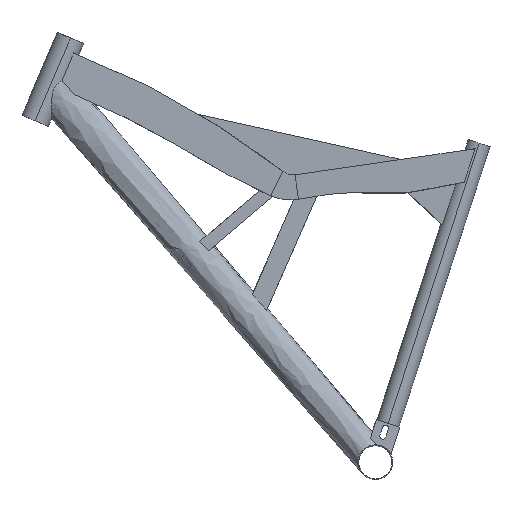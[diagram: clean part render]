
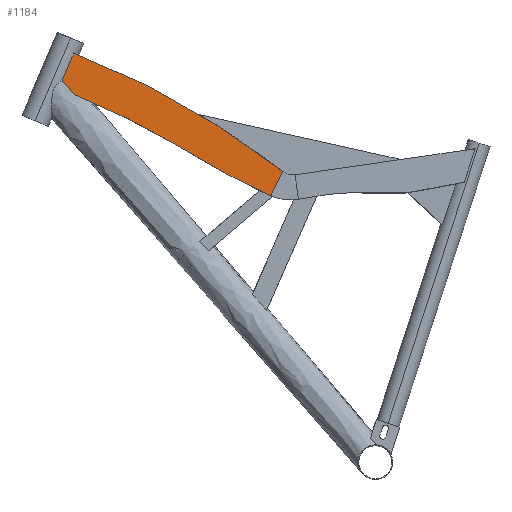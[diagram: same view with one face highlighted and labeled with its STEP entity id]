
A CAD part, left-side view. The second image highlights one B-rep face of the part: STEP entity #1184.
In plain terms, the highlighted planar face has unit normal (-1, 0, 0).
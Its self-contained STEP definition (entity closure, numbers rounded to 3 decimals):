
#712=CARTESIAN_POINT('Vertex',(-17.462,468.225,635.173)) ;
#716=CARTESIAN_POINT('Control Point',(-17.463,468.225,635.173)) ;
#717=CARTESIAN_POINT('Control Point',(-17.463,446.47,626.91)) ;
#718=CARTESIAN_POINT('Control Point',(-17.463,424.92,618.097)) ;
#719=CARTESIAN_POINT('Control Point',(-17.463,403.619,608.702)) ;
#720=CARTESIAN_POINT('Control Point',(-17.463,363.979,590.085)) ;
#721=CARTESIAN_POINT('Control Point',(-17.463,325.086,569.639)) ;
#722=CARTESIAN_POINT('Control Point',(-17.463,307.063,559.672)) ;
#723=CARTESIAN_POINT('Control Point',(-17.463,283.274,545.802)) ;
#724=CARTESIAN_POINT('Control Point',(-17.463,260.103,531.624)) ;
#725=CARTESIAN_POINT('Control Point',(-17.463,254.667,528.261)) ;
#726=CARTESIAN_POINT('Control Point',(-17.463,239.765,518.981)) ;
#727=CARTESIAN_POINT('Control Point',(-17.463,225.127,509.681)) ;
#728=CARTESIAN_POINT('Control Point',(-17.463,216.388,503.826)) ;
#729=CARTESIAN_POINT('Control Point',(-17.463,196.702,489.982)) ;
#730=CARTESIAN_POINT('Control Point',(-17.463,177.459,475.479)) ;
#731=CARTESIAN_POINT('Control Point',(-17.463,166.585,467.217)) ;
#732=CARTESIAN_POINT('Control Point',(-17.463,155.49,459.24)) ;
#733=CARTESIAN_POINT('Control Point',(-17.463,144.085,451.747)) ;
#734=CARTESIAN_POINT('Vertex',(-17.463,144.085,451.747)) ;
#1104=CARTESIAN_POINT('Axis2P3D Location',(-17.463,297.715,514.741)) ;
#1110=CARTESIAN_POINT('Control Point',(-17.463,467.238,570.576)) ;
#1111=CARTESIAN_POINT('Control Point',(-17.463,452.041,564.297)) ;
#1112=CARTESIAN_POINT('Control Point',(-17.463,436.929,557.814)) ;
#1113=CARTESIAN_POINT('Control Point',(-17.463,421.901,551.121)) ;
#1114=CARTESIAN_POINT('Control Point',(-17.463,394.87,538.599)) ;
#1115=CARTESIAN_POINT('Control Point',(-17.463,368.236,525.281)) ;
#1116=CARTESIAN_POINT('Control Point',(-17.463,356.388,519.142)) ;
#1117=CARTESIAN_POINT('Control Point',(-17.463,339.882,510.258)) ;
#1118=CARTESIAN_POINT('Control Point',(-17.463,323.534,501.055)) ;
#1119=CARTESIAN_POINT('Control Point',(-17.463,318.831,498.375)) ;
#1120=CARTESIAN_POINT('Control Point',(-17.463,312.32,494.626)) ;
#1121=CARTESIAN_POINT('Control Point',(-17.463,305.823,490.841)) ;
#1122=CARTESIAN_POINT('Control Point',(-17.463,304.01,489.781)) ;
#1123=CARTESIAN_POINT('Control Point',(-17.463,298.839,486.751)) ;
#1124=CARTESIAN_POINT('Control Point',(-17.463,293.687,483.713)) ;
#1125=CARTESIAN_POINT('Control Point',(-17.463,290.452,481.8)) ;
#1126=CARTESIAN_POINT('Control Point',(-17.463,286.558,479.493)) ;
#1127=CARTESIAN_POINT('Control Point',(-17.463,282.646,477.176)) ;
#1128=CARTESIAN_POINT('Control Point',(-17.463,282.07,476.836)) ;
#1129=CARTESIAN_POINT('Control Point',(-17.463,281.019,476.213)) ;
#1130=CARTESIAN_POINT('Control Point',(-17.463,279.967,475.591)) ;
#1131=CARTESIAN_POINT('Control Point',(-17.463,278.982,475.008)) ;
#1132=CARTESIAN_POINT('Control Point',(-17.463,278.049,474.456)) ;
#1133=CARTESIAN_POINT('Control Point',(-17.463,277.118,473.905)) ;
#1134=CARTESIAN_POINT('Control Point',(-17.463,276.665,473.638)) ;
#1135=CARTESIAN_POINT('Control Point',(-17.463,275.989,473.238)) ;
#1136=CARTESIAN_POINT('Control Point',(-17.463,275.311,472.838)) ;
#1137=CARTESIAN_POINT('Control Point',(-17.463,275.084,472.704)) ;
#1138=CARTESIAN_POINT('Control Point',(-17.463,274.621,472.431)) ;
#1139=CARTESIAN_POINT('Control Point',(-17.463,274.156,472.156)) ;
#1140=CARTESIAN_POINT('Control Point',(-17.463,273.965,472.043)) ;
#1141=CARTESIAN_POINT('Control Point',(-17.463,265.35,466.961)) ;
#1142=CARTESIAN_POINT('Control Point',(-17.463,256.704,461.901)) ;
#1143=CARTESIAN_POINT('Control Point',(-17.463,248.245,457.027)) ;
#1144=CARTESIAN_POINT('Control Point',(-17.463,235.88,450.075)) ;
#1145=CARTESIAN_POINT('Control Point',(-17.463,223.383,443.339)) ;
#1146=CARTESIAN_POINT('Control Point',(-17.463,219.472,441.261)) ;
#1147=CARTESIAN_POINT('Control Point',(-17.463,205.966,434.189)) ;
#1148=CARTESIAN_POINT('Control Point',(-17.463,192.307,427.41)) ;
#1149=CARTESIAN_POINT('Control Point',(-17.463,182.536,422.756)) ;
#1150=CARTESIAN_POINT('Control Point',(-17.463,172.707,418.255)) ;
#1151=CARTESIAN_POINT('Control Point',(-17.463,162.824,413.882)) ;
#1152=CARTESIAN_POINT('Vertex',(-17.463,467.238,570.576)) ;
#1154=CARTESIAN_POINT('Vertex',(-17.463,162.824,413.882)) ;
#1157=CARTESIAN_POINT('Line Origine',(-17.463,153.455,432.815)) ;
#1162=CARTESIAN_POINT('Line Origine',(-17.463,477.258,613.993)) ;
#1166=CARTESIAN_POINT('Vertex',(-17.463,486.292,592.814)) ;
#1170=CARTESIAN_POINT('Control Point',(-17.463,486.292,592.814)) ;
#1171=CARTESIAN_POINT('Control Point',(-17.463,482.483,588.365)) ;
#1172=CARTESIAN_POINT('Control Point',(-17.463,478.672,583.917)) ;
#1173=CARTESIAN_POINT('Control Point',(-17.463,474.861,579.469)) ;
#1174=CARTESIAN_POINT('Control Point',(-17.463,471.05,575.022)) ;
#1175=CARTESIAN_POINT('Control Point',(-17.463,467.238,570.576)) ;
#1105=DIRECTION('Axis2P3D Direction',(1.,0.,0.)) ;
#1106=DIRECTION('Axis2P3D XDirection',(0.,-0.941,-0.339)) ;
#1158=DIRECTION('Vector Direction',(0.,0.444,-0.896)) ;
#1163=DIRECTION('Vector Direction',(0.,-0.392,0.92)) ;
#1107=AXIS2_PLACEMENT_3D('Plane Axis2P3D',#1104,#1105,#1106) ;
#1178=ORIENTED_EDGE('',*,*,#1156,.T.) ;
#1179=ORIENTED_EDGE('',*,*,#1161,.F.) ;
#1180=ORIENTED_EDGE('',*,*,#736,.F.) ;
#1181=ORIENTED_EDGE('',*,*,#1168,.T.) ;
#1182=ORIENTED_EDGE('',*,*,#1176,.T.) ;
#1159=VECTOR('Line Direction',#1158,1.) ;
#1164=VECTOR('Line Direction',#1163,1.) ;
#1184=ADVANCED_FACE('PartBody',(#1183),#1108,.F.) ;
#715=B_SPLINE_CURVE_WITH_KNOTS('',5,(#716,#717,#718,#719,#720,#721,#722,#723,#724,#725,#726,#727,#728,#729,#730,#731,#732,#733),.UNSPECIFIED.,.F.,.U.,(6,3,3,3,3,6),(20.5,135.223,236.29,270.625,324.528,394.594),.UNSPECIFIED.) ;
#1109=B_SPLINE_CURVE_WITH_KNOTS('',5,(#1110,#1111,#1112,#1113,#1114,#1115,#1116,#1117,#1118,#1119,#1120,#1121,#1122,#1123,#1124,#1125,#1126,#1127,#1128,#1129,#1130,#1131,#1132,#1133,#1134,#1135,#1136,#1137,#1138,#1139,#1140,#1141,#1142,#1143,#1144,#1145,#1146,#1147,#1148,#1149,#1150,#1151),.UNSPECIFIED.,.F.,.U.,(6,3,3,3,3,3,3,3,3,3,3,3,3,6),(0.,116.665,211.422,249.819,264.696,292.238,296.986,300.897,304.64,306.512,308.46,377.039,408.109,484.024),.UNSPECIFIED.) ;
#1169=B_SPLINE_CURVE_WITH_KNOTS('',5,(#1170,#1171,#1172,#1173,#1174,#1175),.UNSPECIFIED.,.F.,.U.,(6,6),(0.,41.416),.UNSPECIFIED.) ;
#736=EDGE_CURVE('',#713,#735,#715,.T.) ;
#1156=EDGE_CURVE('',#1153,#1155,#1109,.T.) ;
#1161=EDGE_CURVE('',#735,#1155,#1160,.T.) ;
#1168=EDGE_CURVE('',#713,#1167,#1165,.F.) ;
#1176=EDGE_CURVE('',#1167,#1153,#1169,.T.) ;
#1177=EDGE_LOOP('',(#1178,#1179,#1180,#1181,#1182)) ;
#1183=FACE_OUTER_BOUND('',#1177,.T.) ;
#1160=LINE('Line',#1157,#1159) ;
#1165=LINE('Line',#1162,#1164) ;
#1108=PLANE('',#1107) ;
#713=VERTEX_POINT('',#712) ;
#735=VERTEX_POINT('',#734) ;
#1153=VERTEX_POINT('',#1152) ;
#1155=VERTEX_POINT('',#1154) ;
#1167=VERTEX_POINT('',#1166) ;
